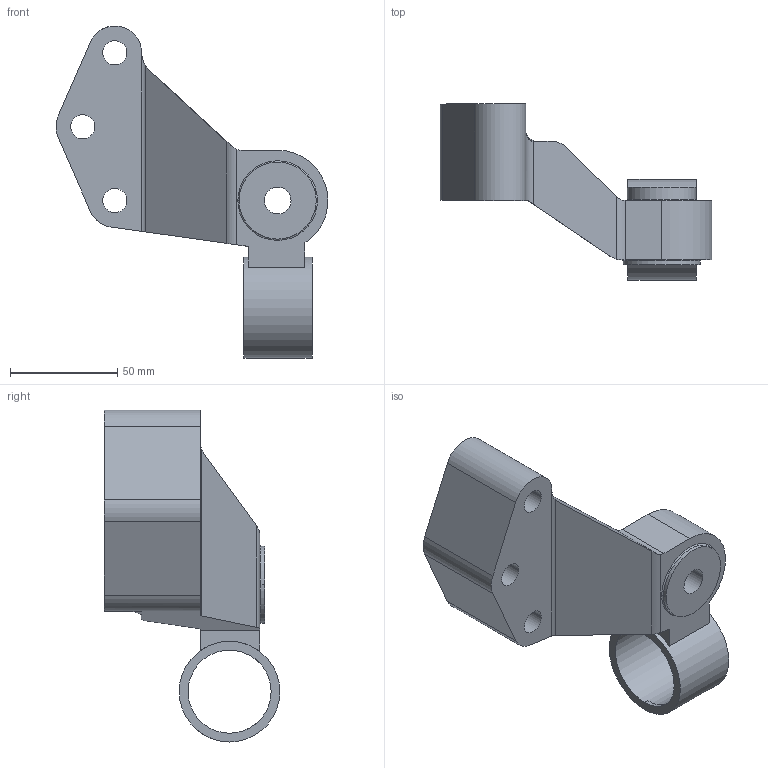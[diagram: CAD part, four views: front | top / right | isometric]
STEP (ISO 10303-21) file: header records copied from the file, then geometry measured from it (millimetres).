
FILE_DESCRIPTION((''),'2;1');
FILE_NAME('DISTRI','2023-11-07T14:25:05',('sebastien.carlier'),(''),'CREO PARAMETRIC BY PTC INC, 2022014','CREO PARAMETRIC BY PTC INC, 2022014','');
FILE_SCHEMA(('CONFIG_CONTROL_DESIGN'));
Length unit declared in the file: millimetre
Products named in the file (1): DISTRI
Bounding box: 126.95 x 82.07 x 154.99 mm (x, y, z)
Volume: 270573 mm3; surface area: 45434.7 mm2
Topology: 1 solids, 1 shells, 56 faces, 163 edges, 111 vertices
Faces by surface type: cylinder 29, plane 20, torus 6, bspline 1
Entity records: 2027 total; most frequent: CARTESIAN_POINT 443, DIRECTION 327, ORIENTED_EDGE 326, EDGE_CURVE 163, AXIS2_PLACEMENT_3D 126, VERTEX_POINT 111, VECTOR 75, LINE 75
